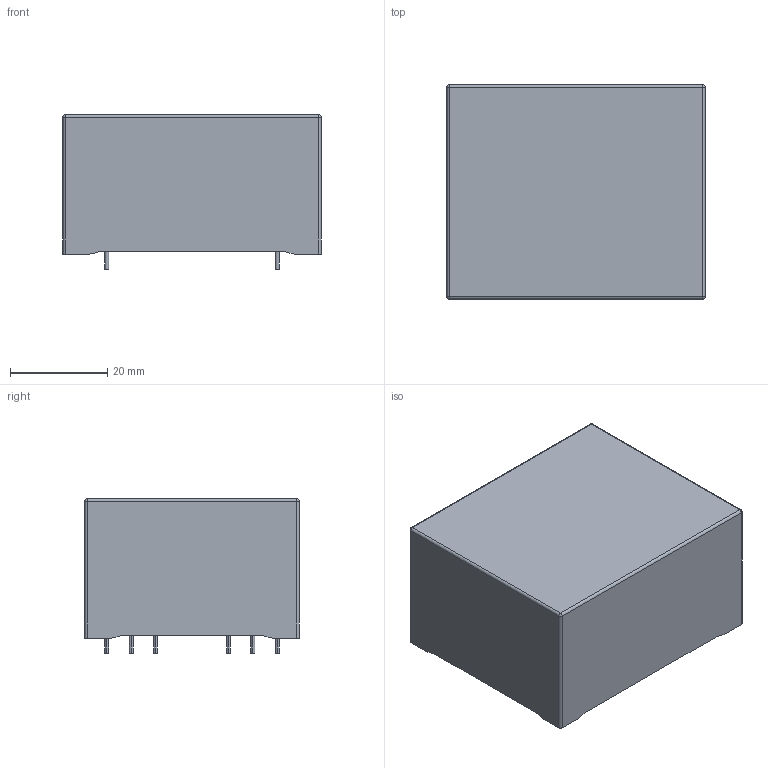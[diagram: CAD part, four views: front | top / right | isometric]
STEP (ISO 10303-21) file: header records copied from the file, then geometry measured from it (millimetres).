
FILE_DESCRIPTION((''),'2;1');
FILE_NAME('XFMR_BLOCK_FL8.stp','2015-06-15T10:37:10',(''),(''),'Mechanical Desktop 2011','Mechanical Desktop 2011',', , ');
FILE_SCHEMA(('AUTOMOTIVE_DESIGN { 1 2 10303 214 1 1 1 1 }'));
Length unit declared in the file: millimetre
Products named in the file (1): Product
Bounding box: 53 x 44 x 31.7 mm (x, y, z)
Volume: 62006.2 mm3; surface area: 11286.9 mm2
Topology: 9 solids, 9 shells, 99 faces, 215 edges, 134 vertices
Faces by surface type: plane 51, cylinder 24, bspline 20, sphere 4
Entity records: 2677 total; most frequent: CARTESIAN_POINT 505, ORIENTED_EDGE 422, DIRECTION 419, EDGE_CURVE 211, VECTOR 163, LINE 163, VERTEX_POINT 134, AXIS2_PLACEMENT_3D 128
